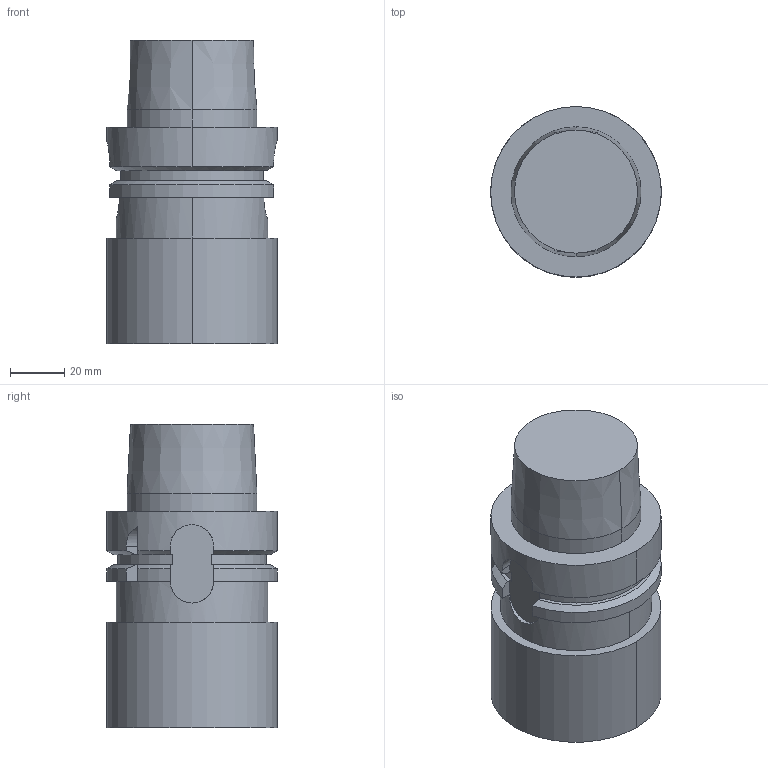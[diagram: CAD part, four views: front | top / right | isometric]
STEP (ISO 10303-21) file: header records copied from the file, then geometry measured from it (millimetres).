
FILE_DESCRIPTION((''),'2;1');
FILE_NAME('8420006396','2020-05-28T13:03:04',('thiemer'),(''),'CREO PARAMETRIC BY PTC INC, 2018400','CREO PARAMETRIC BY PTC INC, 2018400','');
FILE_SCHEMA(('AUTOMOTIVE_DESIGN { 1 0 10303 214 1 1 1 1 }'));
Length unit declared in the file: millimetre
Products named in the file (1): 8420006396
Bounding box: 63 x 63 x 112 mm (x, y, z)
Volume: 254229.4 mm3; surface area: 32676 mm2
Topology: 1 solids, 1 shells, 57 faces, 150 edges, 98 vertices
Faces by surface type: plane 27, cylinder 22, cone 8
Entity records: 2737 total; most frequent: CARTESIAN_POINT 472, DIRECTION 331, ORIENTED_EDGE 300, PRESENTATION_STYLE_ASSIGNMENT 169, STYLED_ITEM 169, CURVE_STYLE 168, EDGE_CURVE 150, AXIS2_PLACEMENT_3D 124
